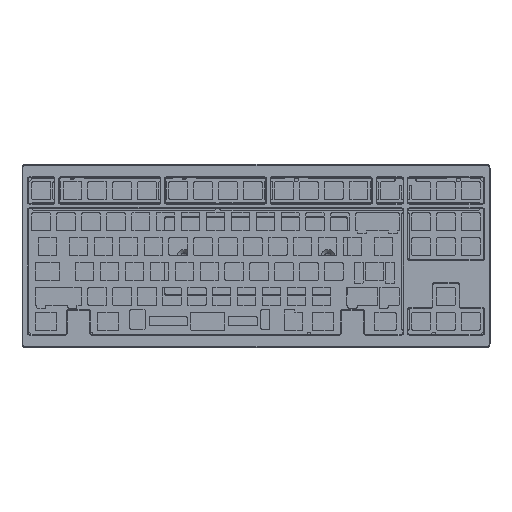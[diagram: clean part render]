
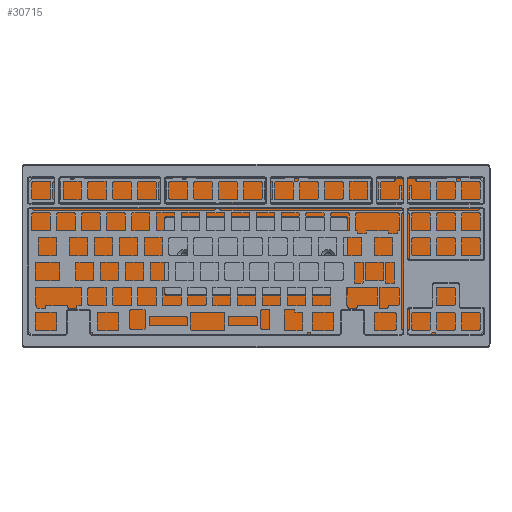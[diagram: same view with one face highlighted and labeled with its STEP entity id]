
A CAD part, top view. The second image highlights one B-rep face of the part: STEP entity #30715.
In plain terms, the highlighted planar face has unit normal (0, 0, 1).
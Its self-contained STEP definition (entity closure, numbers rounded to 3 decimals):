
#887=FACE_BOUND('',#9538,.T.);
#1930=LINE('',#46783,#5018);
#1933=LINE('',#46791,#5021);
#1936=LINE('',#46799,#5024);
#1938=LINE('',#46805,#5026);
#1943=LINE('',#46823,#5031);
#1944=LINE('',#46827,#5032);
#1945=LINE('',#46831,#5033);
#1946=LINE('',#46834,#5034);
#5018=VECTOR('',#37433,10.);
#5021=VECTOR('',#37442,10.);
#5024=VECTOR('',#37451,10.);
#5026=VECTOR('',#37459,10.);
#5031=VECTOR('',#37476,10.);
#5032=VECTOR('',#37479,10.);
#5033=VECTOR('',#37482,10.);
#5034=VECTOR('',#37485,10.);
#7821=FACE_OUTER_BOUND('',#9537,.T.);
#9537=EDGE_LOOP('',(#22281,#22282,#22283,#22284,#22285,#22286,#22287,#22288));
#9538=EDGE_LOOP('',(#22289,#22290,#22291,#22292,#22293,#22294,#22295,#22296));
#11408=CIRCLE('',#32799,4.5);
#11409=CIRCLE('',#32802,4.5);
#11410=CIRCLE('',#32805,4.5);
#11411=CIRCLE('',#32808,4.5);
#11414=CIRCLE('',#32815,2.25);
#11415=CIRCLE('',#32816,2.25);
#11416=CIRCLE('',#32817,2.25);
#11417=CIRCLE('',#32818,2.25);
#13218=VERTEX_POINT('',#46770);
#13219=VERTEX_POINT('',#46771);
#13222=VERTEX_POINT('',#46781);
#13223=VERTEX_POINT('',#46785);
#13224=VERTEX_POINT('',#46786);
#13225=VERTEX_POINT('',#46793);
#13226=VERTEX_POINT('',#46794);
#13227=VERTEX_POINT('',#46801);
#13232=VERTEX_POINT('',#46819);
#13233=VERTEX_POINT('',#46820);
#13234=VERTEX_POINT('',#46822);
#13235=VERTEX_POINT('',#46824);
#13236=VERTEX_POINT('',#46826);
#13237=VERTEX_POINT('',#46828);
#13238=VERTEX_POINT('',#46830);
#13239=VERTEX_POINT('',#46832);
#16612=EDGE_CURVE('',#13218,#13219,#11408,.T.);
#16619=EDGE_CURVE('',#13219,#13222,#1930,.T.);
#16620=EDGE_CURVE('',#13223,#13224,#11409,.T.);
#16623=EDGE_CURVE('',#13224,#13218,#1933,.T.);
#16624=EDGE_CURVE('',#13225,#13226,#11410,.T.);
#16627=EDGE_CURVE('',#13226,#13223,#1936,.T.);
#16628=EDGE_CURVE('',#13222,#13227,#11411,.T.);
#16630=EDGE_CURVE('',#13227,#13225,#1938,.T.);
#16637=EDGE_CURVE('',#13232,#13233,#11414,.T.);
#16638=EDGE_CURVE('',#13234,#13232,#1943,.T.);
#16639=EDGE_CURVE('',#13235,#13234,#11415,.T.);
#16640=EDGE_CURVE('',#13236,#13235,#1944,.T.);
#16641=EDGE_CURVE('',#13237,#13236,#11416,.T.);
#16642=EDGE_CURVE('',#13238,#13237,#1945,.T.);
#16643=EDGE_CURVE('',#13239,#13238,#11417,.T.);
#16644=EDGE_CURVE('',#13233,#13239,#1946,.T.);
#22281=ORIENTED_EDGE('',*,*,#16612,.T.);
#22282=ORIENTED_EDGE('',*,*,#16619,.T.);
#22283=ORIENTED_EDGE('',*,*,#16628,.T.);
#22284=ORIENTED_EDGE('',*,*,#16630,.T.);
#22285=ORIENTED_EDGE('',*,*,#16624,.T.);
#22286=ORIENTED_EDGE('',*,*,#16627,.T.);
#22287=ORIENTED_EDGE('',*,*,#16620,.T.);
#22288=ORIENTED_EDGE('',*,*,#16623,.T.);
#22289=ORIENTED_EDGE('',*,*,#16637,.F.);
#22290=ORIENTED_EDGE('',*,*,#16638,.F.);
#22291=ORIENTED_EDGE('',*,*,#16639,.F.);
#22292=ORIENTED_EDGE('',*,*,#16640,.F.);
#22293=ORIENTED_EDGE('',*,*,#16641,.F.);
#22294=ORIENTED_EDGE('',*,*,#16642,.F.);
#22295=ORIENTED_EDGE('',*,*,#16643,.F.);
#22296=ORIENTED_EDGE('',*,*,#16644,.F.);
#29672=PLANE('',#32814);
#30715=ADVANCED_FACE('',(#7821,#887),#29672,.F.);
#32799=AXIS2_PLACEMENT_3D('',#46772,#37423,#37424);
#32802=AXIS2_PLACEMENT_3D('',#46787,#37436,#37437);
#32805=AXIS2_PLACEMENT_3D('',#46795,#37445,#37446);
#32808=AXIS2_PLACEMENT_3D('',#46802,#37454,#37455);
#32814=AXIS2_PLACEMENT_3D('',#46818,#37472,#37473);
#32815=AXIS2_PLACEMENT_3D('',#46821,#37474,#37475);
#32816=AXIS2_PLACEMENT_3D('',#46825,#37477,#37478);
#32817=AXIS2_PLACEMENT_3D('',#46829,#37480,#37481);
#32818=AXIS2_PLACEMENT_3D('',#46833,#37483,#37484);
#37423=DIRECTION('center_axis',(0.,0.,1.));
#37424=DIRECTION('ref_axis',(0.707,0.707,0.));
#37433=DIRECTION('',(-1.,0.,0.));
#37436=DIRECTION('center_axis',(0.,0.,1.));
#37437=DIRECTION('ref_axis',(0.707,-0.707,0.));
#37442=DIRECTION('',(0.,1.,0.));
#37445=DIRECTION('center_axis',(0.,0.,1.));
#37446=DIRECTION('ref_axis',(-0.707,-0.707,0.));
#37451=DIRECTION('',(1.,0.,0.));
#37454=DIRECTION('center_axis',(0.,0.,1.));
#37455=DIRECTION('ref_axis',(-0.707,0.707,0.));
#37459=DIRECTION('',(0.,-1.,0.));
#37472=DIRECTION('center_axis',(0.,0.,-1.));
#37473=DIRECTION('ref_axis',(-1.,0.,0.));
#37474=DIRECTION('center_axis',(0.,0.,1.));
#37475=DIRECTION('ref_axis',(0.707,0.707,0.));
#37476=DIRECTION('',(0.,1.,0.));
#37477=DIRECTION('center_axis',(0.,0.,1.));
#37478=DIRECTION('ref_axis',(0.707,-0.707,0.));
#37479=DIRECTION('',(1.,0.,0.));
#37480=DIRECTION('center_axis',(0.,0.,1.));
#37481=DIRECTION('ref_axis',(-0.707,-0.707,0.));
#37482=DIRECTION('',(0.,-1.,0.));
#37483=DIRECTION('center_axis',(0.,0.,1.));
#37484=DIRECTION('ref_axis',(-0.707,0.707,0.));
#37485=DIRECTION('',(-1.,0.,0.));
#46770=CARTESIAN_POINT('',(172.832,54.832,1.175));
#46771=CARTESIAN_POINT('',(168.332,59.332,1.175));
#46772=CARTESIAN_POINT('Origin',(168.332,54.832,1.175));
#46781=CARTESIAN_POINT('',(-168.332,59.332,1.175));
#46783=CARTESIAN_POINT('',(-87.166,59.332,1.175));
#46785=CARTESIAN_POINT('',(168.332,-59.732,1.175));
#46786=CARTESIAN_POINT('',(172.832,-55.232,1.175));
#46787=CARTESIAN_POINT('Origin',(168.332,-55.232,1.175));
#46791=CARTESIAN_POINT('',(172.832,59.032,1.175));
#46793=CARTESIAN_POINT('',(-172.832,-55.232,1.175));
#46794=CARTESIAN_POINT('',(-168.332,-59.732,1.175));
#46795=CARTESIAN_POINT('Origin',(-168.332,-55.232,1.175));
#46799=CARTESIAN_POINT('',(87.166,-59.732,1.175));
#46801=CARTESIAN_POINT('',(-172.832,54.832,1.175));
#46802=CARTESIAN_POINT('Origin',(-168.332,54.832,1.175));
#46805=CARTESIAN_POINT('',(-172.832,-59.132,1.175));
#46818=CARTESIAN_POINT('Origin',(0.,0.,1.175));
#46819=CARTESIAN_POINT('',(70.25,28.001,1.175));
#46820=CARTESIAN_POINT('',(68.,30.251,1.175));
#46821=CARTESIAN_POINT('Origin',(68.,28.001,1.175));
#46822=CARTESIAN_POINT('',(70.25,-28.,1.175));
#46823=CARTESIAN_POINT('',(70.25,15.,1.175));
#46824=CARTESIAN_POINT('',(68.,-30.25,1.175));
#46825=CARTESIAN_POINT('Origin',(68.,-28.,1.175));
#46826=CARTESIAN_POINT('',(-68.,-30.25,1.175));
#46827=CARTESIAN_POINT('',(35.,-30.25,1.175));
#46828=CARTESIAN_POINT('',(-70.25,-28.,1.175));
#46829=CARTESIAN_POINT('Origin',(-68.,-28.,1.175));
#46830=CARTESIAN_POINT('',(-70.25,28.001,1.175));
#46831=CARTESIAN_POINT('',(-70.25,-15.,1.175));
#46832=CARTESIAN_POINT('',(-68.,30.251,1.175));
#46833=CARTESIAN_POINT('Origin',(-68.,28.001,1.175));
#46834=CARTESIAN_POINT('',(-35.,30.251,1.175));
